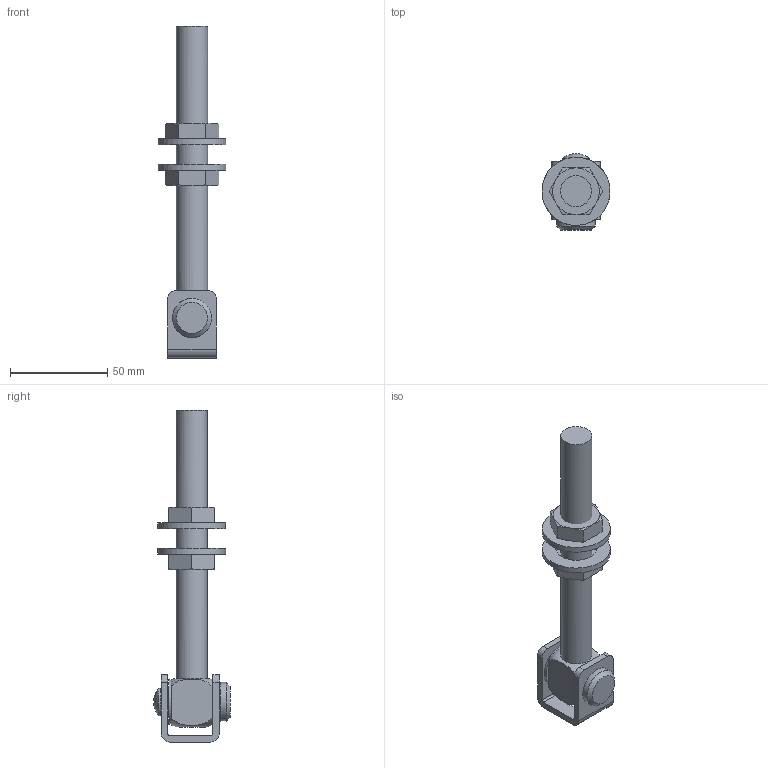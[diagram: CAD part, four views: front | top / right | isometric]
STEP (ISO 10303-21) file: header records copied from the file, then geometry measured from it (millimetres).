
FILE_DESCRIPTION (( 'STEP AP203' ), '1' );
FILE_NAME ('130-M16-VA.STEP', '2021-11-24T11:53:01', ( '' ), ( '' ), 'SwSTEP 2.0', 'SolidWorks 2018', '' );
FILE_SCHEMA (( 'CONFIG_CONTROL_DESIGN' ));
Length unit declared in the file: millimetre
Products named in the file (17): 130-M16-VA Teil4; 130-M16-VA Teil7; 130-M16-VA Teil1; 130-M16-VA Teil5; 130-M16-VA Teil6_normal; 130-M16-VA Teil3; 130-M16-VA Teil2; 130-M16-VA Teil6; 130-M16-VA
Assembly tree (9 placements, depth 2):
  130-M16-VA Teil7
  130-M16-VA Teil4
  130-M16-VA Teil5
  130-M16-VA Teil1
  130-M16-VA Teil3
Bounding box: 34.89 x 39.07 x 170.6 mm (x, y, z)
Volume: 56749.5 mm3; surface area: 25686.9 mm2
Topology: 9 solids, 9 shells, 388 faces, 1005 edges, 661 vertices
Faces by surface type: plane 250, bspline 80, cylinder 28, cone 27, torus 2, sphere 1
Full cylindrical faces by diameter (mm): 5 x1, 6 x1, 6.8 x1, 10.2 x1, 12.3 x1, 12.5 x2, 12.7 x1, 14 x3, 16 x1, 20 x1, 21 x2, 23 x1, 35 x2
Entity records: 16930 total; most frequent: CARTESIAN_POINT 7224, ORIENTED_EDGE 1850, DIRECTION 1337, EDGE_CURVE 925, VERTEX_POINT 622, LINE 603, VECTOR 603, EDGE_LOOP 423
